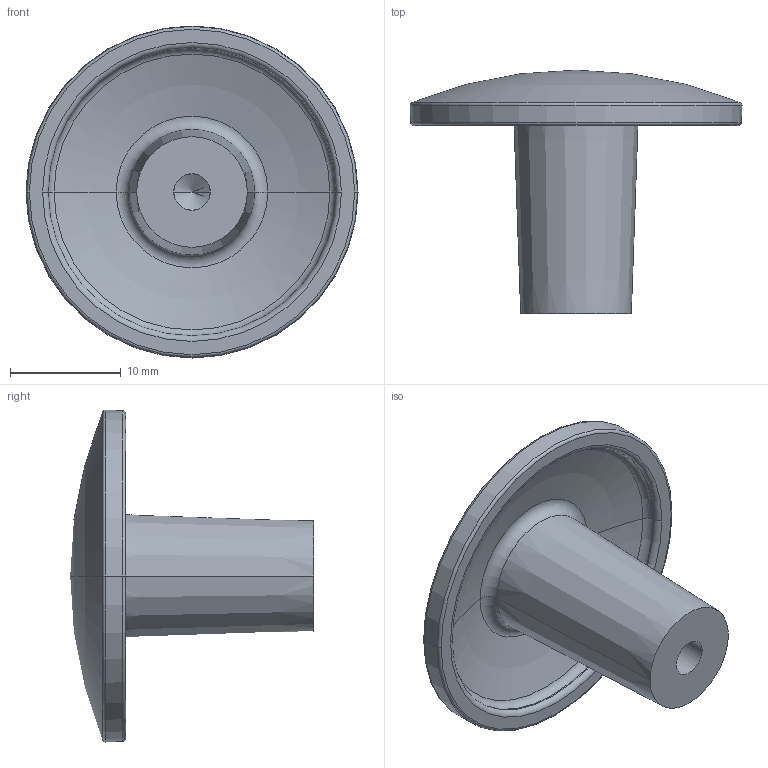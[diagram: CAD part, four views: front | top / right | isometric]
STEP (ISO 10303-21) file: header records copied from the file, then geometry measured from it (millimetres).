
FILE_DESCRIPTION(('Creo Elements/Direct Modeling STEP Export'),'2;1');
FILE_NAME('2087F-30.stp','2022-05-31T11:27:28',(''),(''),'Creo Elements/Direct Modeling STEP processor for AP214 (Solid Model)','Creo Elements/Direct Modeling 20.0 12-Nov-2016 (C) Parametric Technology GmbH','');
FILE_SCHEMA(('AUTOMOTIVE_DESIGN { 1 0 10303 214 1 1 1 1 }'));
Length unit declared in the file: millimetre
Products named in the file (1): Knopf
Bounding box: 30 x 22 x 30 mm (x, y, z)
Volume: 2969 mm3; surface area: 2450.6 mm2
Topology: 1 solids, 1 shells, 29 faces, 60 edges, 32 vertices
Faces by surface type: torus 10, cone 6, cylinder 6, sphere 4, plane 3
Entity records: 699 total; most frequent: DIRECTION 126, ORIENTED_EDGE 112, CARTESIAN_POINT 101, AXIS2_PLACEMENT_3D 57, EDGE_CURVE 56, VERTEX_POINT 32, EDGE_LOOP 32, FACE_OUTER_BOUND 29
